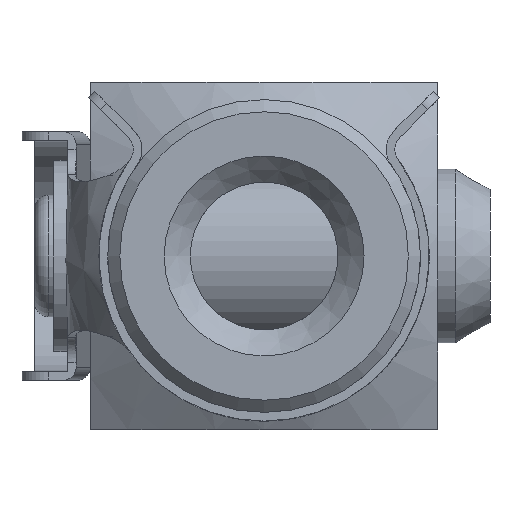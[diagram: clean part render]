
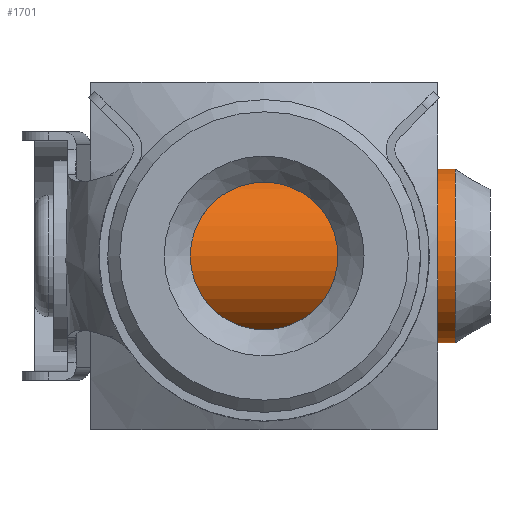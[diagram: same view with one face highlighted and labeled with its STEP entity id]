
A CAD part, left-side view. The second image highlights one B-rep face of the part: STEP entity #1701.
In plain terms, the highlighted cylindrical face has radius 5 mm (diameter 10 mm), a full revolution.
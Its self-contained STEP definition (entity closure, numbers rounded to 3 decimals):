
#1132 = PLANE('',#1133);
#1133 = AXIS2_PLACEMENT_3D('',#1134,#1135,#1136);
#1134 = CARTESIAN_POINT('',(34.15,10.,0.));
#1135 = DIRECTION('',(0.,-1.,0.));
#1136 = DIRECTION('',(-1.,0.,0.));
#1588 = EDGE_CURVE('',#1589,#1589,#1591,.T.);
#1589 = VERTEX_POINT('',#1590);
#1590 = CARTESIAN_POINT('',(35.,10.,0.));
#1591 = SURFACE_CURVE('',#1592,(#1597,#1608),.PCURVE_S1.);
#1592 = CIRCLE('',#1593,5.);
#1593 = AXIS2_PLACEMENT_3D('',#1594,#1595,#1596);
#1594 = CARTESIAN_POINT('',(40.,10.,0.));
#1595 = DIRECTION('',(0.,1.,0.));
#1596 = DIRECTION('',(1.,0.,0.));
#1597 = PCURVE('',#1132,#1598);
#1598 = DEFINITIONAL_REPRESENTATION('',(#1599),#1607);
#1599 = ( BOUNDED_CURVE() B_SPLINE_CURVE(2,(#1600,#1601,#1602,#1603,
#1604,#1605,#1606),.UNSPECIFIED.,.F.,.F.) B_SPLINE_CURVE_WITH_KNOTS((1,2
    ,2,2,2,1),(-2.094,0.,2.094,4.189,
6.283,8.378),.UNSPECIFIED.) CURVE() 
GEOMETRIC_REPRESENTATION_ITEM() RATIONAL_B_SPLINE_CURVE((1.,0.5,1.,0.5,
1.,0.5,1.)) REPRESENTATION_ITEM('') );
#1600 = CARTESIAN_POINT('',(-10.85,0.));
#1601 = CARTESIAN_POINT('',(-10.85,8.66));
#1602 = CARTESIAN_POINT('',(-3.35,4.33));
#1603 = CARTESIAN_POINT('',(4.15,0.));
#1604 = CARTESIAN_POINT('',(-3.35,-4.33));
#1605 = CARTESIAN_POINT('',(-10.85,-8.66));
#1606 = CARTESIAN_POINT('',(-10.85,0.));
#1607 = ( GEOMETRIC_REPRESENTATION_CONTEXT(2) 
PARAMETRIC_REPRESENTATION_CONTEXT() REPRESENTATION_CONTEXT('2D SPACE',''
  ) );
#1608 = PCURVE('',#1609,#1614);
#1609 = CYLINDRICAL_SURFACE('',#1610,5.);
#1610 = AXIS2_PLACEMENT_3D('',#1611,#1612,#1613);
#1611 = CARTESIAN_POINT('',(40.,10.,0.));
#1612 = DIRECTION('',(0.,-1.,0.));
#1613 = DIRECTION('',(1.,0.,0.));
#1614 = DEFINITIONAL_REPRESENTATION('',(#1615),#1641);
#1615 = B_SPLINE_CURVE_WITH_KNOTS('',3,(#1616,#1617,#1618,#1619,#1620,
    #1621,#1622,#1623,#1624,#1625,#1626,#1627,#1628,#1629,#1630,#1631,
    #1632,#1633,#1634,#1635,#1636,#1637,#1638,#1639,#1640),
  .UNSPECIFIED.,.F.,.F.,(4,1,1,1,1,1,1,1,1,1,1,1,1,1,1,1,1,1,1,1,1,1,4),
  (3.142,3.427,3.713,3.998,
    4.284,4.57,4.855,5.141,
    5.426,5.712,5.998,6.283,
    6.569,6.854,7.14,7.426,
    7.711,7.997,8.282,8.568,
    8.854,9.139,9.425),.UNSPECIFIED.);
#1616 = CARTESIAN_POINT('',(9.425,0.));
#1617 = CARTESIAN_POINT('',(9.33,0.));
#1618 = CARTESIAN_POINT('',(9.139,0.));
#1619 = CARTESIAN_POINT('',(8.854,0.));
#1620 = CARTESIAN_POINT('',(8.568,0.));
#1621 = CARTESIAN_POINT('',(8.282,0.));
#1622 = CARTESIAN_POINT('',(7.997,0.));
#1623 = CARTESIAN_POINT('',(7.711,0.));
#1624 = CARTESIAN_POINT('',(7.426,0.));
#1625 = CARTESIAN_POINT('',(7.14,0.));
#1626 = CARTESIAN_POINT('',(6.854,0.));
#1627 = CARTESIAN_POINT('',(6.569,0.));
#1628 = CARTESIAN_POINT('',(6.283,0.));
#1629 = CARTESIAN_POINT('',(5.998,0.));
#1630 = CARTESIAN_POINT('',(5.712,0.));
#1631 = CARTESIAN_POINT('',(5.426,0.));
#1632 = CARTESIAN_POINT('',(5.141,0.));
#1633 = CARTESIAN_POINT('',(4.855,0.));
#1634 = CARTESIAN_POINT('',(4.57,0.));
#1635 = CARTESIAN_POINT('',(4.284,0.));
#1636 = CARTESIAN_POINT('',(3.998,0.));
#1637 = CARTESIAN_POINT('',(3.713,0.));
#1638 = CARTESIAN_POINT('',(3.427,0.));
#1639 = CARTESIAN_POINT('',(3.237,0.));
#1640 = CARTESIAN_POINT('',(3.142,0.));
#1641 = ( GEOMETRIC_REPRESENTATION_CONTEXT(2) 
PARAMETRIC_REPRESENTATION_CONTEXT() REPRESENTATION_CONTEXT('2D SPACE',''
  ) );
#1668 = CONICAL_SURFACE('',#1669,4.423,0.524);
#1669 = AXIS2_PLACEMENT_3D('',#1670,#1671,#1672);
#1670 = CARTESIAN_POINT('',(40.,-12.,0.));
#1671 = DIRECTION('',(0.,1.,0.));
#1672 = DIRECTION('',(1.,0.,0.));
#1701 = ADVANCED_FACE('',(#1702),#1609,.T.);
#1702 = FACE_BOUND('',#1703,.T.);
#1703 = EDGE_LOOP('',(#1704,#1705,#1727,#1793));
#1704 = ORIENTED_EDGE('',*,*,#1588,.F.);
#1705 = ORIENTED_EDGE('',*,*,#1706,.T.);
#1706 = EDGE_CURVE('',#1589,#1707,#1709,.T.);
#1707 = VERTEX_POINT('',#1708);
#1708 = CARTESIAN_POINT('',(35.,-11.,0.));
#1709 = SEAM_CURVE('',#1710,(#1713,#1720),.PCURVE_S1.);
#1710 = B_SPLINE_CURVE_WITH_KNOTS('',1,(#1711,#1712),.UNSPECIFIED.,.F.,
  .F.,(2,2),(0.,21.),.PIECEWISE_BEZIER_KNOTS.);
#1711 = CARTESIAN_POINT('',(35.,10.,0.));
#1712 = CARTESIAN_POINT('',(35.,-11.,0.));
#1713 = PCURVE('',#1609,#1714);
#1714 = DEFINITIONAL_REPRESENTATION('',(#1715),#1719);
#1715 = LINE('',#1716,#1717);
#1716 = CARTESIAN_POINT('',(9.425,0.));
#1717 = VECTOR('',#1718,1.);
#1718 = DIRECTION('',(0.,1.));
#1719 = ( GEOMETRIC_REPRESENTATION_CONTEXT(2) 
PARAMETRIC_REPRESENTATION_CONTEXT() REPRESENTATION_CONTEXT('2D SPACE',''
  ) );
#1720 = PCURVE('',#1609,#1721);
#1721 = DEFINITIONAL_REPRESENTATION('',(#1722),#1726);
#1722 = LINE('',#1723,#1724);
#1723 = CARTESIAN_POINT('',(3.142,0.));
#1724 = VECTOR('',#1725,1.);
#1725 = DIRECTION('',(0.,1.));
#1726 = ( GEOMETRIC_REPRESENTATION_CONTEXT(2) 
PARAMETRIC_REPRESENTATION_CONTEXT() REPRESENTATION_CONTEXT('2D SPACE',''
  ) );
#1727 = ORIENTED_EDGE('',*,*,#1728,.F.);
#1728 = EDGE_CURVE('',#1707,#1707,#1729,.T.);
#1729 = SURFACE_CURVE('',#1730,(#1735,#1764),.PCURVE_S1.);
#1730 = CIRCLE('',#1731,5.);
#1731 = AXIS2_PLACEMENT_3D('',#1732,#1733,#1734);
#1732 = CARTESIAN_POINT('',(40.,-11.,0.));
#1733 = DIRECTION('',(0.,-1.,0.));
#1734 = DIRECTION('',(1.,0.,0.));
#1735 = PCURVE('',#1609,#1736);
#1736 = DEFINITIONAL_REPRESENTATION('',(#1737),#1763);
#1737 = B_SPLINE_CURVE_WITH_KNOTS('',3,(#1738,#1739,#1740,#1741,#1742,
    #1743,#1744,#1745,#1746,#1747,#1748,#1749,#1750,#1751,#1752,#1753,
    #1754,#1755,#1756,#1757,#1758,#1759,#1760,#1761,#1762),
  .UNSPECIFIED.,.F.,.F.,(4,1,1,1,1,1,1,1,1,1,1,1,1,1,1,1,1,1,1,1,1,1,4),
  (3.142,3.427,3.713,3.998,
    4.284,4.57,4.855,5.141,
    5.426,5.712,5.998,6.283,
    6.569,6.854,7.14,7.426,
    7.711,7.997,8.282,8.568,
    8.854,9.139,9.425),.UNSPECIFIED.);
#1738 = CARTESIAN_POINT('',(3.142,21.));
#1739 = CARTESIAN_POINT('',(3.237,21.));
#1740 = CARTESIAN_POINT('',(3.427,21.));
#1741 = CARTESIAN_POINT('',(3.713,21.));
#1742 = CARTESIAN_POINT('',(3.998,21.));
#1743 = CARTESIAN_POINT('',(4.284,21.));
#1744 = CARTESIAN_POINT('',(4.57,21.));
#1745 = CARTESIAN_POINT('',(4.855,21.));
#1746 = CARTESIAN_POINT('',(5.141,21.));
#1747 = CARTESIAN_POINT('',(5.426,21.));
#1748 = CARTESIAN_POINT('',(5.712,21.));
#1749 = CARTESIAN_POINT('',(5.998,21.));
#1750 = CARTESIAN_POINT('',(6.283,21.));
#1751 = CARTESIAN_POINT('',(6.569,21.));
#1752 = CARTESIAN_POINT('',(6.854,21.));
#1753 = CARTESIAN_POINT('',(7.14,21.));
#1754 = CARTESIAN_POINT('',(7.426,21.));
#1755 = CARTESIAN_POINT('',(7.711,21.));
#1756 = CARTESIAN_POINT('',(7.997,21.));
#1757 = CARTESIAN_POINT('',(8.282,21.));
#1758 = CARTESIAN_POINT('',(8.568,21.));
#1759 = CARTESIAN_POINT('',(8.854,21.));
#1760 = CARTESIAN_POINT('',(9.139,21.));
#1761 = CARTESIAN_POINT('',(9.33,21.));
#1762 = CARTESIAN_POINT('',(9.425,21.));
#1763 = ( GEOMETRIC_REPRESENTATION_CONTEXT(2) 
PARAMETRIC_REPRESENTATION_CONTEXT() REPRESENTATION_CONTEXT('2D SPACE',''
  ) );
#1764 = PCURVE('',#1668,#1765);
#1765 = DEFINITIONAL_REPRESENTATION('',(#1766),#1792);
#1766 = B_SPLINE_CURVE_WITH_KNOTS('',3,(#1767,#1768,#1769,#1770,#1771,
    #1772,#1773,#1774,#1775,#1776,#1777,#1778,#1779,#1780,#1781,#1782,
    #1783,#1784,#1785,#1786,#1787,#1788,#1789,#1790,#1791),
  .UNSPECIFIED.,.F.,.F.,(4,1,1,1,1,1,1,1,1,1,1,1,1,1,1,1,1,1,1,1,1,1,4),
  (3.142,3.427,3.713,3.998,
    4.284,4.57,4.855,5.141,
    5.426,5.712,5.998,6.283,
    6.569,6.854,7.14,7.426,
    7.711,7.997,8.282,8.568,
    8.854,9.139,9.425),.UNSPECIFIED.);
#1767 = CARTESIAN_POINT('',(9.425,1.));
#1768 = CARTESIAN_POINT('',(9.33,1.));
#1769 = CARTESIAN_POINT('',(9.139,1.));
#1770 = CARTESIAN_POINT('',(8.854,1.));
#1771 = CARTESIAN_POINT('',(8.568,1.));
#1772 = CARTESIAN_POINT('',(8.282,1.));
#1773 = CARTESIAN_POINT('',(7.997,1.));
#1774 = CARTESIAN_POINT('',(7.711,1.));
#1775 = CARTESIAN_POINT('',(7.426,1.));
#1776 = CARTESIAN_POINT('',(7.14,1.));
#1777 = CARTESIAN_POINT('',(6.854,1.));
#1778 = CARTESIAN_POINT('',(6.569,1.));
#1779 = CARTESIAN_POINT('',(6.283,1.));
#1780 = CARTESIAN_POINT('',(5.998,1.));
#1781 = CARTESIAN_POINT('',(5.712,1.));
#1782 = CARTESIAN_POINT('',(5.426,1.));
#1783 = CARTESIAN_POINT('',(5.141,1.));
#1784 = CARTESIAN_POINT('',(4.855,1.));
#1785 = CARTESIAN_POINT('',(4.57,1.));
#1786 = CARTESIAN_POINT('',(4.284,1.));
#1787 = CARTESIAN_POINT('',(3.998,1.));
#1788 = CARTESIAN_POINT('',(3.713,1.));
#1789 = CARTESIAN_POINT('',(3.427,1.));
#1790 = CARTESIAN_POINT('',(3.237,1.));
#1791 = CARTESIAN_POINT('',(3.142,1.));
#1792 = ( GEOMETRIC_REPRESENTATION_CONTEXT(2) 
PARAMETRIC_REPRESENTATION_CONTEXT() REPRESENTATION_CONTEXT('2D SPACE',''
  ) );
#1793 = ORIENTED_EDGE('',*,*,#1706,.F.);
